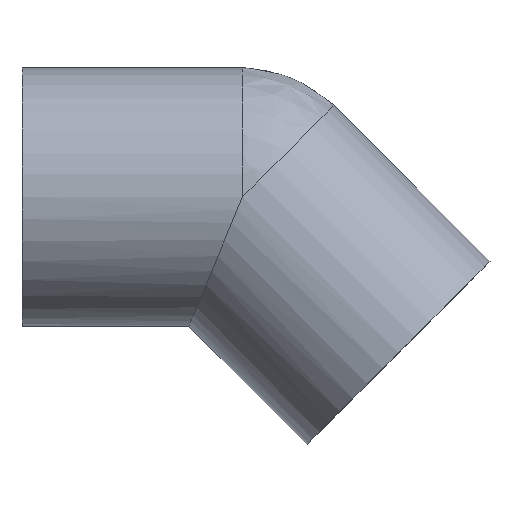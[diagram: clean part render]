
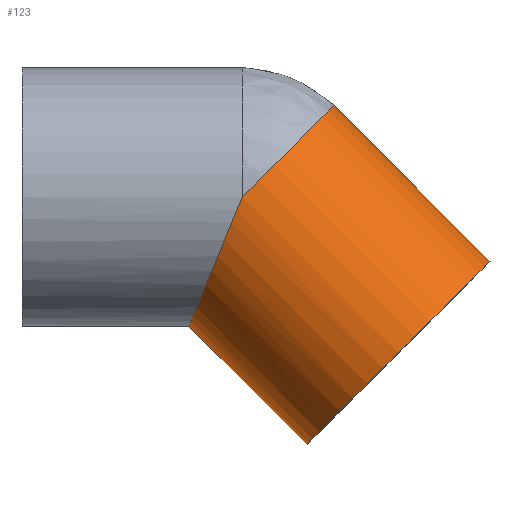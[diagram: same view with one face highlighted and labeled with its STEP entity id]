
A CAD part, top view. The second image highlights one B-rep face of the part: STEP entity #123.
In plain terms, the highlighted cylindrical face has radius 100 mm (diameter 200 mm), a partial arc.
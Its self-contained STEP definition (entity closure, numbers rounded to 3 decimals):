
#85 = EDGE_CURVE( '', #151, #117, #219, .T. );
#93 = EDGE_CURVE( '', #161, #199, #227, .T. );
#97 = EDGE_CURVE( '', #199, #151, #231, .T. );
#115 = VERTEX_POINT( '', #255 );
#117 = VERTEX_POINT( '', #257 );
#123 = ADVANCED_FACE( '', ( #263 ), #264, .T. );
#125 = EDGE_CURVE( '', #115, #117, #266, .T. );
#141 = EDGE_CURVE( '', #161, #115, #284, .T. );
#151 = VERTEX_POINT( '', #294 );
#161 = VERTEX_POINT( '', #306 );
#199 = VERTEX_POINT( '', #347 );
#219 = LINE( '', #358, #359 );
#227 = LINE( '', #371, #372 );
#231 = CIRCLE( '', #377, 100. );
#255 = CARTESIAN_POINT( '', ( 170.5, 0., 100. ) );
#257 = CARTESIAN_POINT( '', ( 241.211, 70.711, 0. ) );
#263 = FACE_OUTER_BOUND( '', #414, .T. );
#264 = CYLINDRICAL_SURFACE( '', #415, 100. );
#266 = CIRCLE( '', #418, 100. );
#284 = ELLIPSE( '', #443, 108.239, 100. );
#294 = CARTESIAN_POINT( '', ( 361.772, -49.851, 0. ) );
#306 = CARTESIAN_POINT( '', ( 129.079, -100., 0. ) );
#347 = CARTESIAN_POINT( '', ( 220.351, -191.272, 0. ) );
#358 = CARTESIAN_POINT( '', ( 301.492, 10.43, 0. ) );
#359 = VECTOR( '', #522, 1. );
#371 = CARTESIAN_POINT( '', ( 160.07, -130.992, 0. ) );
#372 = VECTOR( '', #532, 1. );
#377 = AXIS2_PLACEMENT_3D( '', #533, #534, #535 );
#414 = EDGE_LOOP( '', ( #581, #582, #583, #584, #585 ) );
#415 = AXIS2_PLACEMENT_3D( '', #586, #587, #588 );
#418 = AXIS2_PLACEMENT_3D( '', #589, #590, #591 );
#443 = AXIS2_PLACEMENT_3D( '', #618, #619, #620 );
#522 = DIRECTION( '', ( -0.707, 0.707, 0. ) );
#532 = DIRECTION( '', ( 0.707, -0.707, 0. ) );
#533 = CARTESIAN_POINT( '', ( 291.062, -120.562, 0. ) );
#534 = DIRECTION( '', ( -0.707, 0.707, 0. ) );
#535 = DIRECTION( '', ( 0.707, 0.707, 0. ) );
#581 = ORIENTED_EDGE( '', *, *, #85, .T. );
#582 = ORIENTED_EDGE( '', *, *, #125, .F. );
#583 = ORIENTED_EDGE( '', *, *, #141, .F. );
#584 = ORIENTED_EDGE( '', *, *, #93, .T. );
#585 = ORIENTED_EDGE( '', *, *, #97, .T. );
#586 = CARTESIAN_POINT( '', ( 230.781, -60.281, 0. ) );
#587 = DIRECTION( '', ( 0.707, -0.707, 0. ) );
#588 = DIRECTION( '', ( 0.707, 0.707, 0. ) );
#589 = CARTESIAN_POINT( '', ( 170.5, 0., 0. ) );
#590 = DIRECTION( '', ( -0.707, 0.707, 0. ) );
#591 = DIRECTION( '', ( 0.707, 0.707, 0. ) );
#618 = CARTESIAN_POINT( '', ( 170.5, 0., 0. ) );
#619 = DIRECTION( '', ( -0.924, 0.383, 0. ) );
#620 = DIRECTION( '', ( 0.383, 0.924, 0. ) );
